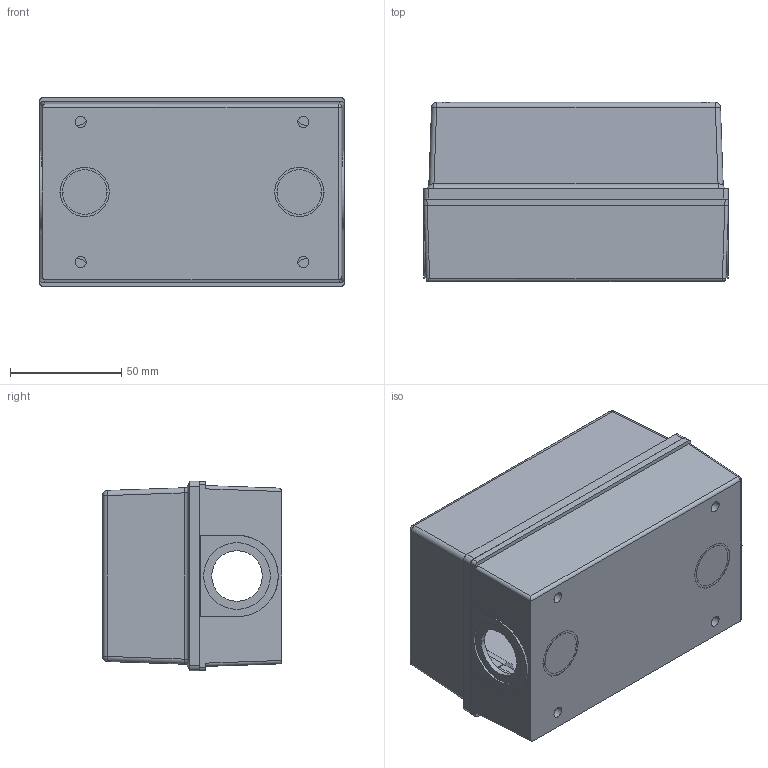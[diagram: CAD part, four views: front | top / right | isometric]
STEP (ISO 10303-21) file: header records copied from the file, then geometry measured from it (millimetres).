
FILE_DESCRIPTION((''),'2;1');
FILE_NAME('800F-2MP_SIMPLIFIED_ASM','2013-06-27T',('jqtang'),('Rockwell Automation'),'PRO/ENGINEER BY PARAMETRIC TECHNOLOGY CORPORATION, 2010140','PRO/ENGINEER BY PARAMETRIC TECHNOLOGY CORPORATION, 2010140','');
FILE_SCHEMA(('CONFIG_CONTROL_DESIGN'));
Length unit declared in the file: inch
Products named in the file (4): 40371-431-02BASE_SIMPLIFIED; 40371-431-02COVER_SIMPLIFIED; 40371-431-COVRSCRW; 800F-2MP_SIMPLIFIED_ASM
Assembly tree (6 placements, depth 2):
  800F-2MP_SIMPLIFIED_ASM
    40371-431-02BASE_SIMPLIFIED
    40371-431-02COVER_SIMPLIFIED
    40371-431-COVRSCRW  x4
Bounding box: 137.01 x 80.46 x 85.09 mm (x, y, z)
Volume: 191808.1 mm3; surface area: 121043.3 mm2
Topology: 6 solids, 6 shells, 523 faces, 1294 edges, 837 vertices
Faces by surface type: cylinder 232, plane 230, torus 30, cone 20, sphere 7, bspline 4
Entity records: 14404 total; most frequent: CARTESIAN_POINT 2868, DIRECTION 2496, ORIENTED_EDGE 2312, EDGE_CURVE 1156, AXIS2_PLACEMENT_3D 917, VERTEX_POINT 747, VECTOR 662, LINE 662
